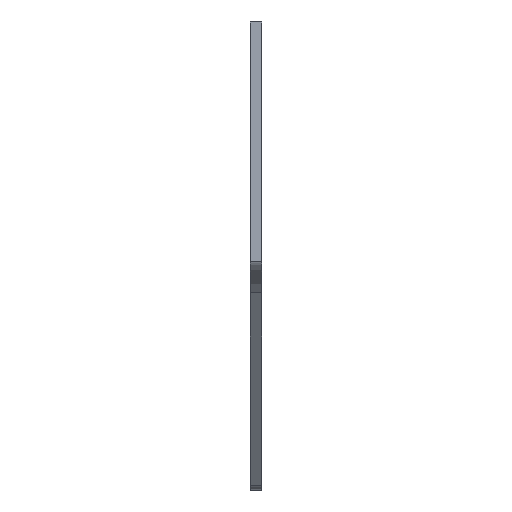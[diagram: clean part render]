
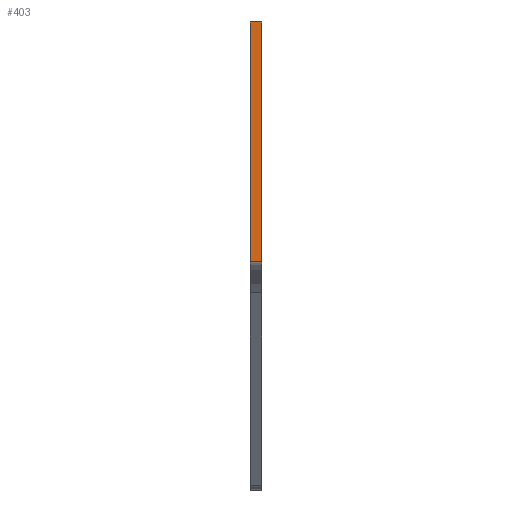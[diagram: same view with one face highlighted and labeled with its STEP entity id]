
A CAD part, left-side view. The second image highlights one B-rep face of the part: STEP entity #403.
In plain terms, the highlighted planar face has unit normal (-1, 0, 0).
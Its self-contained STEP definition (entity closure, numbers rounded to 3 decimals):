
#25 = ORIENTED_EDGE ( 'NONE', *, *, #790, .T. ) ;
#40 = DIRECTION ( 'NONE',  ( 0., 0., 1. ) ) ;
#95 = ORIENTED_EDGE ( 'NONE', *, *, #417, .F. ) ;
#103 = LINE ( 'NONE', #392, #335 ) ;
#122 = CARTESIAN_POINT ( 'NONE',  ( -5., -1094.225, 2530. ) ) ;
#124 = LINE ( 'NONE', #876, #654 ) ;
#128 = CARTESIAN_POINT ( 'NONE',  ( -5., -1097.225, 2442. ) ) ;
#132 = AXIS2_PLACEMENT_3D ( 'NONE', #564, #865, #264 ) ;
#194 = LINE ( 'NONE', #122, #669 ) ;
#264 = DIRECTION ( 'NONE',  ( 0., 0., 1. ) ) ;
#335 = VECTOR ( 'NONE', #602, 1000. ) ;
#340 = VERTEX_POINT ( 'NONE', #128 ) ;
#347 = VERTEX_POINT ( 'NONE', #560 ) ;
#392 = CARTESIAN_POINT ( 'NONE',  ( -5., -1094.225, 2505. ) ) ;
#403 = ADVANCED_FACE ( 'NONE', ( #932 ), #411, .F. ) ;
#411 = PLANE ( 'NONE',  #132 ) ;
#415 = DIRECTION ( 'NONE',  ( 0., 0., 1. ) ) ;
#417 = EDGE_CURVE ( 'NONE', #347, #540, #194, .T. ) ;
#421 = VERTEX_POINT ( 'NONE', #715 ) ;
#464 = CARTESIAN_POINT ( 'NONE',  ( -5., -1094.225, 2505. ) ) ;
#468 = VECTOR ( 'NONE', #40, 1000. ) ;
#514 = EDGE_CURVE ( 'NONE', #340, #421, #691, .T. ) ;
#540 = VERTEX_POINT ( 'NONE', #464 ) ;
#560 = CARTESIAN_POINT ( 'NONE',  ( -5., -1094.225, 2442. ) ) ;
#564 = CARTESIAN_POINT ( 'NONE',  ( -5., -1094.225, 2530. ) ) ;
#602 = DIRECTION ( 'NONE',  ( 0., 1., 0. ) ) ;
#654 = VECTOR ( 'NONE', #950, 1000. ) ;
#669 = VECTOR ( 'NONE', #415, 1000. ) ;
#691 = LINE ( 'NONE', #834, #468 ) ;
#715 = CARTESIAN_POINT ( 'NONE',  ( -5., -1097.225, 2505. ) ) ;
#766 = ORIENTED_EDGE ( 'NONE', *, *, #928, .F. ) ;
#775 = EDGE_LOOP ( 'NONE', ( #885, #25, #95, #766 ) ) ;
#790 = EDGE_CURVE ( 'NONE', #421, #540, #103, .T. ) ;
#834 = CARTESIAN_POINT ( 'NONE',  ( -5., -1097.225, 2530. ) ) ;
#865 = DIRECTION ( 'NONE',  ( 1., 0., 0. ) ) ;
#876 = CARTESIAN_POINT ( 'NONE',  ( -5., -1094.225, 2442. ) ) ;
#885 = ORIENTED_EDGE ( 'NONE', *, *, #514, .T. ) ;
#928 = EDGE_CURVE ( 'NONE', #340, #347, #124, .T. ) ;
#932 = FACE_OUTER_BOUND ( 'NONE', #775, .T. ) ;
#950 = DIRECTION ( 'NONE',  ( 0., 1., 0. ) ) ;
